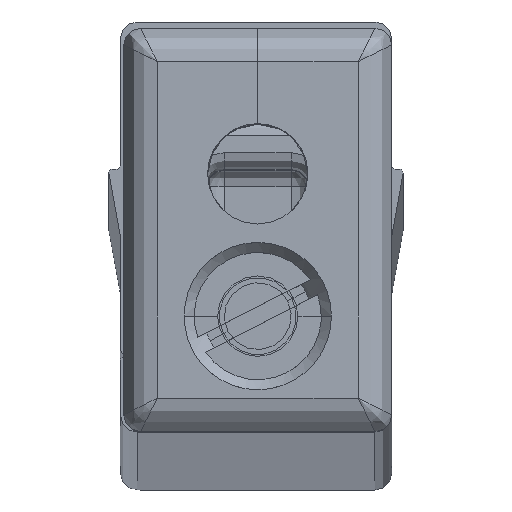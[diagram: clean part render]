
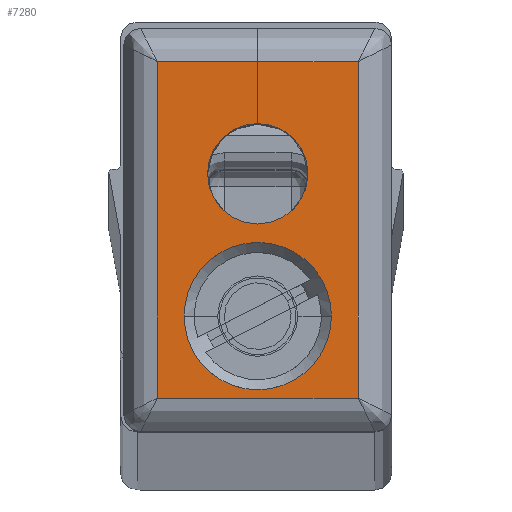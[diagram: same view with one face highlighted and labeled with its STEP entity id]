
A CAD part, top view. The second image highlights one B-rep face of the part: STEP entity #7280.
In plain terms, the highlighted planar face has unit normal (0, 0, 1).
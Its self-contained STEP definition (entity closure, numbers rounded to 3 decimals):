
#28 = CIRCLE ( 'NONE', #1136, 2.2 ) ;
#206 = DIRECTION ( 'NONE',  ( 1., 0., 0. ) ) ;
#348 = DIRECTION ( 'NONE',  ( 1., 0., 0. ) ) ;
#461 = DIRECTION ( 'NONE',  ( 0., 0., 1. ) ) ;
#503 = AXIS2_PLACEMENT_3D ( 'NONE', #7353, #3805, #206 ) ;
#573 = VERTEX_POINT ( 'NONE', #935 ) ;
#746 = FACE_OUTER_BOUND ( 'NONE', #5180, .T. ) ;
#753 = LINE ( 'NONE', #2913, #3410 ) ;
#857 = LINE ( 'NONE', #3793, #5418 ) ;
#934 = DIRECTION ( 'NONE',  ( 0., 0., 1. ) ) ;
#935 = CARTESIAN_POINT ( 'NONE',  ( -3., -5.025, 10. ) ) ;
#947 = CARTESIAN_POINT ( 'NONE',  ( 0., 1.675, 10. ) ) ;
#951 = LINE ( 'NONE', #4489, #7099 ) ;
#1136 = AXIS2_PLACEMENT_3D ( 'NONE', #4075, #461, #4667 ) ;
#1200 = PLANE ( 'NONE',  #3890 ) ;
#1274 = VERTEX_POINT ( 'NONE', #2894 ) ;
#1414 = CIRCLE ( 'NONE', #503, 1.5 ) ;
#1575 = DIRECTION ( 'NONE',  ( 1., 0., 0. ) ) ;
#1640 = VERTEX_POINT ( 'NONE', #6027 ) ;
#1864 = ORIENTED_EDGE ( 'NONE', *, *, #5754, .F. ) ;
#2249 = EDGE_LOOP ( 'NONE', ( #3624, #7485 ) ) ;
#2370 = EDGE_CURVE ( 'NONE', #573, #4526, #951, .T. ) ;
#2383 = FACE_BOUND ( 'NONE', #2249, .T. ) ;
#2539 = ORIENTED_EDGE ( 'NONE', *, *, #2612, .T. ) ;
#2612 = EDGE_CURVE ( 'NONE', #5807, #6582, #7133, .T. ) ;
#2894 = CARTESIAN_POINT ( 'NONE',  ( 1.5, 1.675, 10. ) ) ;
#2913 = CARTESIAN_POINT ( 'NONE',  ( -3., -5.525, 10. ) ) ;
#3076 = DIRECTION ( 'NONE',  ( 1., 0., 0. ) ) ;
#3158 = AXIS2_PLACEMENT_3D ( 'NONE', #947, #5126, #1575 ) ;
#3275 = CARTESIAN_POINT ( 'NONE',  ( 2.2, -2.575, 10. ) ) ;
#3376 = CARTESIAN_POINT ( 'NONE',  ( -3., 5.025, 10. ) ) ;
#3410 = VECTOR ( 'NONE', #3539, 1000. ) ;
#3539 = DIRECTION ( 'NONE',  ( 0., -1., 0. ) ) ;
#3624 = ORIENTED_EDGE ( 'NONE', *, *, #7452, .F. ) ;
#3719 = EDGE_CURVE ( 'NONE', #1640, #4556, #28, .T. ) ;
#3793 = CARTESIAN_POINT ( 'NONE',  ( 3., 5.525, 10. ) ) ;
#3805 = DIRECTION ( 'NONE',  ( 0., 0., 1. ) ) ;
#3816 = VERTEX_POINT ( 'NONE', #7087 ) ;
#3890 = AXIS2_PLACEMENT_3D ( 'NONE', #6565, #6597, #3076 ) ;
#3991 = CARTESIAN_POINT ( 'NONE',  ( 3., 5.025, 10. ) ) ;
#3993 = VECTOR ( 'NONE', #4916, 1000. ) ;
#4075 = CARTESIAN_POINT ( 'NONE',  ( 0., -2.575, 10. ) ) ;
#4421 = CARTESIAN_POINT ( 'NONE',  ( 3., -5.025, 10. ) ) ;
#4447 = ORIENTED_EDGE ( 'NONE', *, *, #2370, .T. ) ;
#4489 = CARTESIAN_POINT ( 'NONE',  ( 3.5, -5.025, 10. ) ) ;
#4510 = CIRCLE ( 'NONE', #3158, 1.5 ) ;
#4526 = VERTEX_POINT ( 'NONE', #4421 ) ;
#4528 = CARTESIAN_POINT ( 'NONE',  ( 0., -2.575, 10. ) ) ;
#4556 = VERTEX_POINT ( 'NONE', #3275 ) ;
#4637 = EDGE_LOOP ( 'NONE', ( #1864, #5383 ) ) ;
#4667 = DIRECTION ( 'NONE',  ( 1., 0., 0. ) ) ;
#4916 = DIRECTION ( 'NONE',  ( -1., 0., 0. ) ) ;
#4989 = CARTESIAN_POINT ( 'NONE',  ( -3.5, 5.025, 10. ) ) ;
#5117 = DIRECTION ( 'NONE',  ( 1., 0., 0. ) ) ;
#5126 = DIRECTION ( 'NONE',  ( 0., 0., 1. ) ) ;
#5180 = EDGE_LOOP ( 'NONE', ( #5494, #2539, #6376, #4447 ) ) ;
#5310 = FACE_BOUND ( 'NONE', #4637, .T. ) ;
#5383 = ORIENTED_EDGE ( 'NONE', *, *, #3719, .F. ) ;
#5418 = VECTOR ( 'NONE', #6103, 1000. ) ;
#5494 = ORIENTED_EDGE ( 'NONE', *, *, #6427, .T. ) ;
#5691 = AXIS2_PLACEMENT_3D ( 'NONE', #4528, #934, #5117 ) ;
#5754 = EDGE_CURVE ( 'NONE', #4556, #1640, #6516, .T. ) ;
#5807 = VERTEX_POINT ( 'NONE', #3991 ) ;
#6027 = CARTESIAN_POINT ( 'NONE',  ( -2.2, -2.575, 10. ) ) ;
#6103 = DIRECTION ( 'NONE',  ( 0., 1., 0. ) ) ;
#6376 = ORIENTED_EDGE ( 'NONE', *, *, #6798, .T. ) ;
#6427 = EDGE_CURVE ( 'NONE', #4526, #5807, #857, .T. ) ;
#6516 = CIRCLE ( 'NONE', #5691, 2.2 ) ;
#6565 = CARTESIAN_POINT ( 'NONE',  ( 0., 0., 10. ) ) ;
#6570 = EDGE_CURVE ( 'NONE', #3816, #1274, #4510, .T. ) ;
#6582 = VERTEX_POINT ( 'NONE', #3376 ) ;
#6597 = DIRECTION ( 'NONE',  ( 0., 0., 1. ) ) ;
#6798 = EDGE_CURVE ( 'NONE', #6582, #573, #753, .T. ) ;
#7087 = CARTESIAN_POINT ( 'NONE',  ( -1.5, 1.675, 10. ) ) ;
#7099 = VECTOR ( 'NONE', #348, 1000. ) ;
#7133 = LINE ( 'NONE', #4989, #3993 ) ;
#7280 = ADVANCED_FACE ( 'NONE', ( #2383, #746, #5310 ), #1200, .T. ) ;
#7353 = CARTESIAN_POINT ( 'NONE',  ( 0., 1.675, 10. ) ) ;
#7452 = EDGE_CURVE ( 'NONE', #1274, #3816, #1414, .T. ) ;
#7485 = ORIENTED_EDGE ( 'NONE', *, *, #6570, .F. ) ;
